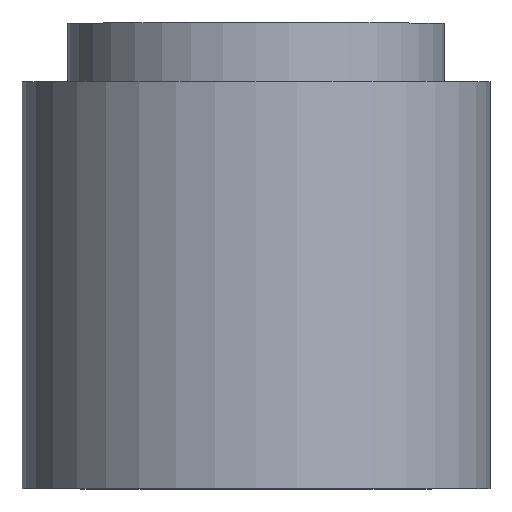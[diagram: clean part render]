
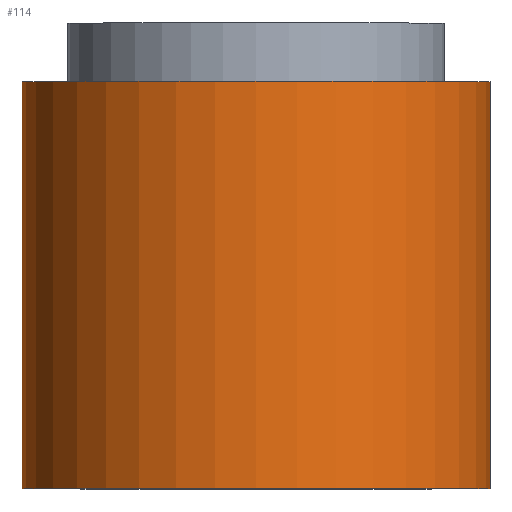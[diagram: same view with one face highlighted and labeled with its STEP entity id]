
A CAD part, top view. The second image highlights one B-rep face of the part: STEP entity #114.
In plain terms, the highlighted cylindrical face has radius 16 mm (diameter 32 mm), a full revolution.
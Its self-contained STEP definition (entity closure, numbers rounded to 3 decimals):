
#18=LINE('',#211,#22);
#22=VECTOR('',#182,16.);
#26=CYLINDRICAL_SURFACE('',#144,16.);
#38=FACE_OUTER_BOUND('',#50,.T.);
#50=EDGE_LOOP('',(#99,#100,#101,#102));
#55=CIRCLE('',#137,16.);
#58=CIRCLE('',#143,16.);
#63=VERTEX_POINT('',#198);
#66=VERTEX_POINT('',#208);
#73=EDGE_CURVE('',#63,#63,#55,.T.);
#77=EDGE_CURVE('',#66,#66,#58,.T.);
#78=EDGE_CURVE('',#66,#63,#18,.T.);
#99=ORIENTED_EDGE('',*,*,#77,.F.);
#100=ORIENTED_EDGE('',*,*,#78,.T.);
#101=ORIENTED_EDGE('',*,*,#73,.T.);
#102=ORIENTED_EDGE('',*,*,#78,.F.);
#114=ADVANCED_FACE('',(#38),#26,.T.);
#137=AXIS2_PLACEMENT_3D('',#199,#165,#166);
#143=AXIS2_PLACEMENT_3D('',#209,#178,#179);
#144=AXIS2_PLACEMENT_3D('',#210,#180,#181);
#165=DIRECTION('center_axis',(0.,-1.,0.));
#166=DIRECTION('ref_axis',(1.,0.,0.));
#178=DIRECTION('center_axis',(0.,-1.,0.));
#179=DIRECTION('ref_axis',(1.,0.,0.));
#180=DIRECTION('center_axis',(0.,-1.,0.));
#181=DIRECTION('ref_axis',(1.,0.,0.));
#182=DIRECTION('',(0.,1.,0.));
#198=CARTESIAN_POINT('',(-76.,-221.95,67.901));
#199=CARTESIAN_POINT('Origin',(-60.,-221.95,67.901));
#208=CARTESIAN_POINT('',(-76.,-249.782,67.901));
#209=CARTESIAN_POINT('Origin',(-60.,-249.782,67.901));
#210=CARTESIAN_POINT('Origin',(-60.,-27.5,67.901));
#211=CARTESIAN_POINT('',(-76.,-27.5,67.901));
